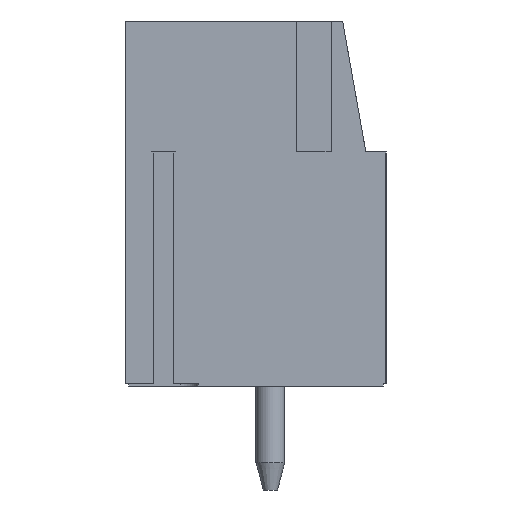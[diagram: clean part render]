
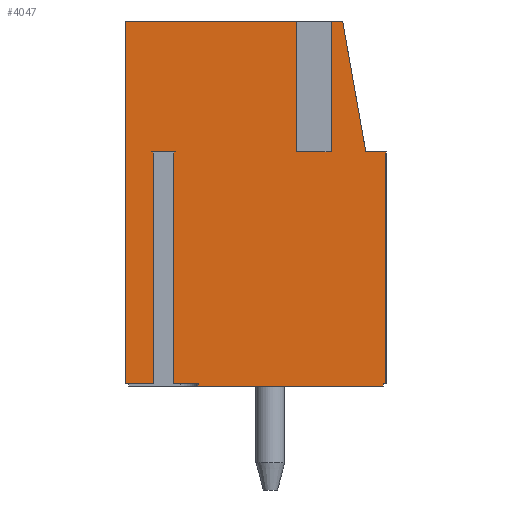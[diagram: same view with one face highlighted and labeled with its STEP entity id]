
A CAD part, left-side view. The second image highlights one B-rep face of the part: STEP entity #4047.
In plain terms, the highlighted planar face has unit normal (-1, 0, 0).
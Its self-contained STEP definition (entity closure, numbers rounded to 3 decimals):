
#721=ORIENTED_EDGE('',*,*,#1710,.F.);
#722=ORIENTED_EDGE('',*,*,#1711,.T.);
#723=ORIENTED_EDGE('',*,*,#1712,.T.);
#724=ORIENTED_EDGE('',*,*,#1621,.F.);
#725=ORIENTED_EDGE('',*,*,#1713,.T.);
#726=ORIENTED_EDGE('',*,*,#1669,.T.);
#727=ORIENTED_EDGE('',*,*,#1714,.F.);
#728=ORIENTED_EDGE('',*,*,#1715,.F.);
#729=ORIENTED_EDGE('',*,*,#1716,.T.);
#730=ORIENTED_EDGE('',*,*,#1695,.T.);
#731=ORIENTED_EDGE('',*,*,#1717,.F.);
#732=ORIENTED_EDGE('',*,*,#1718,.F.);
#733=ORIENTED_EDGE('',*,*,#1719,.T.);
#734=ORIENTED_EDGE('',*,*,#1660,.T.);
#735=ORIENTED_EDGE('',*,*,#1720,.F.);
#736=ORIENTED_EDGE('',*,*,#1721,.T.);
#737=ORIENTED_EDGE('',*,*,#1722,.T.);
#738=ORIENTED_EDGE('',*,*,#1625,.F.);
#1621=EDGE_CURVE('',#2141,#2142,#2519,.T.);
#1625=EDGE_CURVE('',#2145,#2146,#2523,.T.);
#1660=EDGE_CURVE('',#2178,#2177,#2553,.T.);
#1669=EDGE_CURVE('',#2187,#2186,#2561,.T.);
#1695=EDGE_CURVE('',#2213,#2211,#2584,.T.);
#1710=EDGE_CURVE('',#2222,#2145,#2599,.T.);
#1711=EDGE_CURVE('',#2222,#2223,#2600,.T.);
#1712=EDGE_CURVE('',#2223,#2142,#2601,.T.);
#1713=EDGE_CURVE('',#2141,#2187,#2602,.T.);
#1714=EDGE_CURVE('',#2224,#2186,#2603,.T.);
#1715=EDGE_CURVE('',#2225,#2224,#2604,.T.);
#1716=EDGE_CURVE('',#2225,#2213,#2605,.T.);
#1717=EDGE_CURVE('',#2226,#2211,#2606,.T.);
#1718=EDGE_CURVE('',#2227,#2226,#2607,.T.);
#1719=EDGE_CURVE('',#2227,#2178,#2608,.T.);
#1720=EDGE_CURVE('',#2228,#2177,#2609,.T.);
#1721=EDGE_CURVE('',#2228,#2229,#2610,.T.);
#1722=EDGE_CURVE('',#2229,#2146,#2611,.T.);
#2141=VERTEX_POINT('',#6570);
#2142=VERTEX_POINT('',#6572);
#2145=VERTEX_POINT('',#6578);
#2146=VERTEX_POINT('',#6580);
#2177=VERTEX_POINT('',#6648);
#2178=VERTEX_POINT('',#6650);
#2186=VERTEX_POINT('',#6666);
#2187=VERTEX_POINT('',#6668);
#2211=VERTEX_POINT('',#6718);
#2213=VERTEX_POINT('',#6721);
#2222=VERTEX_POINT('',#6747);
#2223=VERTEX_POINT('',#6749);
#2224=VERTEX_POINT('',#6753);
#2225=VERTEX_POINT('',#6755);
#2226=VERTEX_POINT('',#6758);
#2227=VERTEX_POINT('',#6760);
#2228=VERTEX_POINT('',#6763);
#2229=VERTEX_POINT('',#6765);
#2519=LINE('',#6571,#2936);
#2523=LINE('',#6579,#2940);
#2553=LINE('',#6649,#2970);
#2561=LINE('',#6667,#2978);
#2584=LINE('',#6720,#3001);
#2599=LINE('',#6746,#3016);
#2600=LINE('',#6748,#3017);
#2601=LINE('',#6750,#3018);
#2602=LINE('',#6751,#3019);
#2603=LINE('',#6752,#3020);
#2604=LINE('',#6754,#3021);
#2605=LINE('',#6756,#3022);
#2606=LINE('',#6757,#3023);
#2607=LINE('',#6759,#3024);
#2608=LINE('',#6761,#3025);
#2609=LINE('',#6762,#3026);
#2610=LINE('',#6764,#3027);
#2611=LINE('',#6766,#3028);
#2936=VECTOR('',#5341,1000.);
#2940=VECTOR('',#5345,1000.);
#2970=VECTOR('',#5391,1000.);
#2978=VECTOR('',#5401,1000.);
#3001=VECTOR('',#5432,1000.);
#3016=VECTOR('',#5451,1000.);
#3017=VECTOR('',#5452,1000.);
#3018=VECTOR('',#5453,1000.);
#3019=VECTOR('',#5454,1000.);
#3020=VECTOR('',#5455,1000.);
#3021=VECTOR('',#5456,1000.);
#3022=VECTOR('',#5457,1000.);
#3023=VECTOR('',#5458,1000.);
#3024=VECTOR('',#5459,1000.);
#3025=VECTOR('',#5460,1000.);
#3026=VECTOR('',#5461,1000.);
#3027=VECTOR('',#5462,1000.);
#3028=VECTOR('',#5463,1000.);
#3322=EDGE_LOOP('',(#721,#722,#723,#724,#725,#726,#727,#728,#729,#730,#731,
#732,#733,#734,#735,#736,#737,#738));
#3614=FACE_BOUND('',#3322,.T.);
#3866=PLANE('',#4711);
#4047=ADVANCED_FACE('',(#3614),#3866,.F.);
#4711=AXIS2_PLACEMENT_3D('',#6745,#5449,#5450);
#5341=DIRECTION('',(0.,-1.,0.));
#5345=DIRECTION('',(0.,-1.,0.));
#5391=DIRECTION('',(0.,-1.,0.));
#5401=DIRECTION('',(0.,-1.,0.));
#5432=DIRECTION('',(0.,-1.,0.));
#5449=DIRECTION('',(1.,0.,0.));
#5450=DIRECTION('',(0.,0.,-1.));
#5451=DIRECTION('',(0.,0.,1.));
#5452=DIRECTION('',(0.,1.,0.));
#5453=DIRECTION('',(0.,0.,1.));
#5454=DIRECTION('',(0.,0.,-1.));
#5455=DIRECTION('',(0.,0.,-1.));
#5456=DIRECTION('',(0.,1.,0.));
#5457=DIRECTION('',(0.,0.,-1.));
#5458=DIRECTION('',(0.,0.,1.));
#5459=DIRECTION('',(0.,1.,0.));
#5460=DIRECTION('',(0.,0.,1.));
#5461=DIRECTION('',(0.,0.,-1.));
#5462=DIRECTION('',(0.,1.,0.));
#5463=DIRECTION('',(0.,0.175,0.985));
#6570=CARTESIAN_POINT('',(-7.5,5.,12.5));
#6571=CARTESIAN_POINT('',(-7.5,5.,12.5));
#6572=CARTESIAN_POINT('',(-7.5,-1.15,12.5));
#6578=CARTESIAN_POINT('',(-7.5,-1.85,12.5));
#6579=CARTESIAN_POINT('',(-7.5,5.,12.5));
#6580=CARTESIAN_POINT('',(-7.5,-2.5,12.5));
#6648=CARTESIAN_POINT('',(-7.5,-4.,0.));
#6649=CARTESIAN_POINT('',(-7.5,5.,0.));
#6650=CARTESIAN_POINT('',(-7.5,-3.9,0.));
#6666=CARTESIAN_POINT('',(-7.5,4.05,0.));
#6667=CARTESIAN_POINT('',(-7.5,5.,0.));
#6668=CARTESIAN_POINT('',(-7.5,5.,0.));
#6718=CARTESIAN_POINT('',(-7.5,2.5,0.));
#6720=CARTESIAN_POINT('',(-7.5,5.,0.));
#6721=CARTESIAN_POINT('',(-7.5,3.35,0.));
#6745=CARTESIAN_POINT('',(-7.5,5.,12.5));
#6746=CARTESIAN_POINT('',(-7.5,-1.85,8.));
#6747=CARTESIAN_POINT('',(-7.5,-1.85,8.));
#6748=CARTESIAN_POINT('',(-7.5,-1.85,8.));
#6749=CARTESIAN_POINT('',(-7.5,-1.15,8.));
#6750=CARTESIAN_POINT('',(-7.5,-1.15,8.));
#6751=CARTESIAN_POINT('',(-7.5,5.,12.5));
#6752=CARTESIAN_POINT('',(-7.5,4.05,8.));
#6753=CARTESIAN_POINT('',(-7.5,4.05,8.));
#6754=CARTESIAN_POINT('',(-7.5,3.35,8.));
#6755=CARTESIAN_POINT('',(-7.5,3.35,8.));
#6756=CARTESIAN_POINT('',(-7.5,3.35,8.));
#6757=CARTESIAN_POINT('',(-7.5,2.5,-0.1));
#6758=CARTESIAN_POINT('',(-7.5,2.5,-0.1));
#6759=CARTESIAN_POINT('',(-7.5,-3.9,-0.1));
#6760=CARTESIAN_POINT('',(-7.5,-3.9,-0.1));
#6761=CARTESIAN_POINT('',(-7.5,-3.9,-0.1));
#6762=CARTESIAN_POINT('',(-7.5,-4.,12.5));
#6763=CARTESIAN_POINT('',(-7.5,-4.,8.));
#6764=CARTESIAN_POINT('',(-7.5,5.,8.));
#6765=CARTESIAN_POINT('',(-7.5,-3.3,8.));
#6766=CARTESIAN_POINT('',(-7.5,-2.27,13.792));
